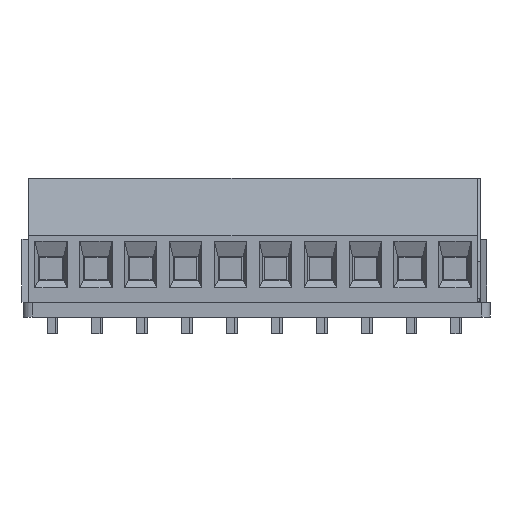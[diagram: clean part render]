
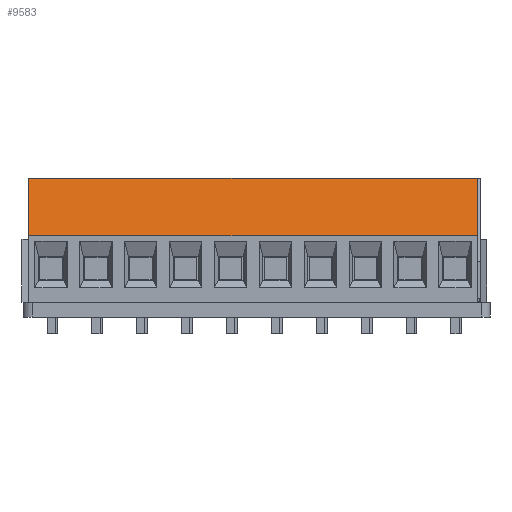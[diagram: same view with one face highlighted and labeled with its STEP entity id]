
A CAD part, front view. The second image highlights one B-rep face of the part: STEP entity #9583.
In plain terms, the highlighted planar face has unit normal (0, -0.974, 0.228).
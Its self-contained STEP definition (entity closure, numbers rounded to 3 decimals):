
#9491 = EDGE_CURVE('',#9492,#9494,#9496,.T.);
#9492 = VERTEX_POINT('',#9493);
#9493 = CARTESIAN_POINT('',(-2.5,-2.6,13.8));
#9494 = VERTEX_POINT('',#9495);
#9495 = CARTESIAN_POINT('',(-2.5,-4.1,7.4));
#9496 = LINE('',#9497,#9498);
#9497 = CARTESIAN_POINT('',(-2.5,-2.6,13.8));
#9498 = VECTOR('',#9499,1.);
#9499 = DIRECTION('',(0.,-0.228,-0.974));
#9583 = ADVANCED_FACE('',(#9584),#9609,.F.);
#9584 = FACE_BOUND('',#9585,.F.);
#9585 = EDGE_LOOP('',(#9586,#9594,#9602,#9608));
#9586 = ORIENTED_EDGE('',*,*,#9587,.T.);
#9587 = EDGE_CURVE('',#9492,#9588,#9590,.T.);
#9588 = VERTEX_POINT('',#9589);
#9589 = CARTESIAN_POINT('',(47.5,-2.6,13.8));
#9590 = LINE('',#9591,#9592);
#9591 = CARTESIAN_POINT('',(-2.5,-2.6,13.8));
#9592 = VECTOR('',#9593,1.);
#9593 = DIRECTION('',(1.,0.,0.));
#9594 = ORIENTED_EDGE('',*,*,#9595,.T.);
#9595 = EDGE_CURVE('',#9588,#9596,#9598,.T.);
#9596 = VERTEX_POINT('',#9597);
#9597 = CARTESIAN_POINT('',(47.5,-4.1,7.4));
#9598 = LINE('',#9599,#9600);
#9599 = CARTESIAN_POINT('',(47.5,-2.6,13.8));
#9600 = VECTOR('',#9601,1.);
#9601 = DIRECTION('',(0.,-0.228,-0.974));
#9602 = ORIENTED_EDGE('',*,*,#9603,.F.);
#9603 = EDGE_CURVE('',#9494,#9596,#9604,.T.);
#9604 = LINE('',#9605,#9606);
#9605 = CARTESIAN_POINT('',(-2.5,-4.1,7.4));
#9606 = VECTOR('',#9607,1.);
#9607 = DIRECTION('',(1.,0.,0.));
#9608 = ORIENTED_EDGE('',*,*,#9491,.F.);
#9609 = PLANE('',#9610);
#9610 = AXIS2_PLACEMENT_3D('',#9611,#9612,#9613);
#9611 = CARTESIAN_POINT('',(-2.5,-2.6,13.8));
#9612 = DIRECTION('',(0.,0.974,-0.228));
#9613 = DIRECTION('',(0.,-0.228,-0.974));
